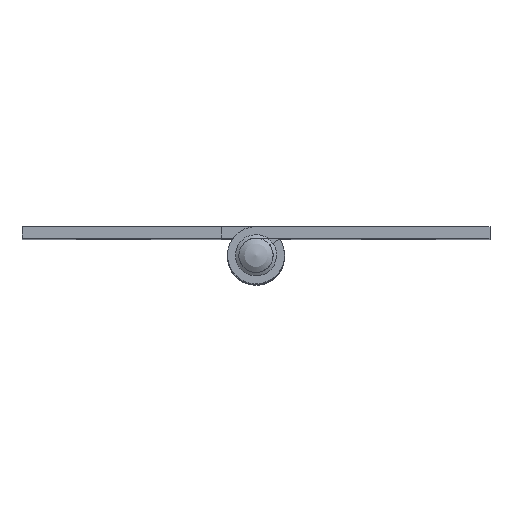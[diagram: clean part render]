
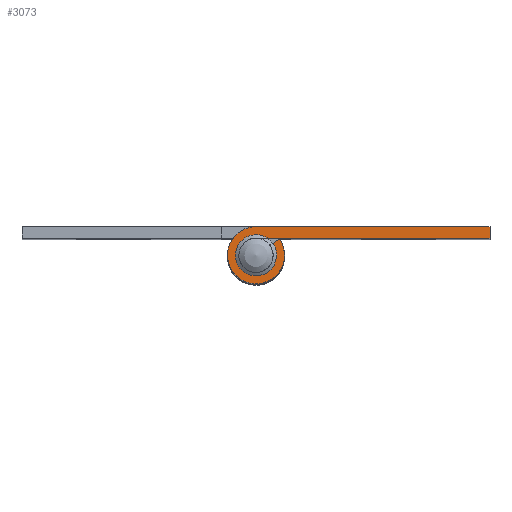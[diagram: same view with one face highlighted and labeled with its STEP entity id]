
A CAD part, top view. The second image highlights one B-rep face of the part: STEP entity #3073.
In plain terms, the highlighted free-form (B-spline) face has degree [1, 1] with [2, 2] control points.
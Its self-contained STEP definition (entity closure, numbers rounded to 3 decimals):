
#2368=CARTESIAN_POINT('',(2.037,1.45,76.0));
#2369=VERTEX_POINT('',#2368);
#2384=CARTESIAN_POINT('',(1.222,0.87,76.0));
#2385=VERTEX_POINT('',#2384);
#2391=CARTESIAN_POINT('',(1.222,0.87,76.0));
#2392=CARTESIAN_POINT('',(2.037,1.45,76.0));
#2393=QUASI_UNIFORM_CURVE('',1,(#2391,#2392),.UNSPECIFIED.,.F.,.U.);
#2394=EDGE_CURVE('',#2385,#2369,#2393,.T.);
#2486=CARTESIAN_POINT('',(-0.002,1.5,76.0));
#2487=VERTEX_POINT('',#2486);
#2493=CARTESIAN_POINT('',(1.222,0.87,76.0));
#2494=CARTESIAN_POINT('',(1.331,0.717,76.0));
#2495=CARTESIAN_POINT('',(1.459,0.438,76.));
#2496=CARTESIAN_POINT('',(1.509,0.054,76.));
#2497=CARTESIAN_POINT('',(1.487,-0.269,76.));
#2498=CARTESIAN_POINT('',(1.389,-0.612,76.));
#2499=CARTESIAN_POINT('',(1.209,-0.909,76.));
#2500=CARTESIAN_POINT('',(0.97,-1.157,76.));
#2501=CARTESIAN_POINT('',(0.686,-1.355,76.));
#2502=CARTESIAN_POINT('',(0.338,-1.476,76.));
#2503=CARTESIAN_POINT('',(-0.057,-1.515,76.0));
#2504=CARTESIAN_POINT('',(-0.422,-1.459,76.));
#2505=CARTESIAN_POINT('',(-0.785,-1.295,76.));
#2506=CARTESIAN_POINT('',(-1.107,-1.043,76.));
#2507=CARTESIAN_POINT('',(-1.364,-0.682,76.));
#2508=CARTESIAN_POINT('',(-1.499,-0.25,76.));
#2509=CARTESIAN_POINT('',(-1.51,0.202,76.));
#2510=CARTESIAN_POINT('',(-1.376,0.668,76.));
#2511=CARTESIAN_POINT('',(-1.123,1.021,76.));
#2512=CARTESIAN_POINT('',(-0.841,1.253,76.));
#2513=CARTESIAN_POINT('',(-0.501,1.439,76.));
#2514=CARTESIAN_POINT('',(-0.2,1.5,76.));
#2515=CARTESIAN_POINT('',(-0.002,1.5,76.0));
#2516=B_SPLINE_CURVE_WITH_KNOTS('',3,(#2493,#2494,#2495,#2496,#2497,#2498,#2499,#2500,#2501,#2502,#2503,#2504,#2505,#2506,#2507,#2508,#2509,#2510,#2511,#2512,#2513,#2514,#2515),.UNSPECIFIED.,.F.,.U.,(4,1,1,1,1,1,1,1,1,1,1,1,1,1,1,1,1,1,1,1,4),(0.,0.562,0.906,1.156,1.53,1.968,2.186,2.561,2.998,3.279,3.748,4.091,4.466,4.966,5.403,5.809,6.309,6.84,7.089,7.402,7.995),.UNSPECIFIED.);
#2517=EDGE_CURVE('',#2385,#2487,#2516,.T.);
#2658=CARTESIAN_POINT('',(20.5,1.5,76.0));
#2659=VERTEX_POINT('',#2658);
#2665=CARTESIAN_POINT('',(20.5,1.5,76.0));
#2666=CARTESIAN_POINT('',(-0.002,1.5,76.0));
#2667=QUASI_UNIFORM_CURVE('',1,(#2665,#2666),.UNSPECIFIED.,.F.,.U.);
#2668=EDGE_CURVE('',#2659,#2487,#2667,.T.);
#3019=CARTESIAN_POINT('',(-3.649,-2.75,76.0));
#3020=CARTESIAN_POINT('',(21.649,-2.75,76.0));
#3021=CARTESIAN_POINT('',(-3.649,2.75,76.0));
#3022=CARTESIAN_POINT('',(21.649,2.75,76.0));
#3023=B_SPLINE_SURFACE_WITH_KNOTS('',1,1,((#3019,#3021),(#3020,#3022)),.UNSPECIFIED.,.F.,.F.,.U.,(2,2),(2,2),(0.0,25.298),(0.0,5.499),.UNSPECIFIED.);
#3024=CARTESIAN_POINT('',(0.002,2.5,76.0));
#3025=VERTEX_POINT('',#3024);
#3026=CARTESIAN_POINT('',(20.5,2.5,76.0));
#3027=VERTEX_POINT('',#3026);
#3028=CARTESIAN_POINT('',(0.002,2.5,76.0));
#3029=CARTESIAN_POINT('',(20.5,2.5,76.0));
#3030=QUASI_UNIFORM_CURVE('',1,(#3028,#3029),.UNSPECIFIED.,.F.,.U.);
#3031=EDGE_CURVE('',#3025,#3027,#3030,.T.);
#3032=ORIENTED_EDGE('',*,*,#3031,.F.);
#3033=CARTESIAN_POINT('',(2.037,1.45,76.0));
#3034=CARTESIAN_POINT('',(2.147,1.294,76.));
#3035=CARTESIAN_POINT('',(2.316,0.989,76.));
#3036=CARTESIAN_POINT('',(2.463,0.505,76.));
#3037=CARTESIAN_POINT('',(2.524,-0.05,76.));
#3038=CARTESIAN_POINT('',(2.439,-0.693,76.));
#3039=CARTESIAN_POINT('',(2.173,-1.285,76.));
#3040=CARTESIAN_POINT('',(1.862,-1.684,76.));
#3041=CARTESIAN_POINT('',(1.557,-1.969,76.));
#3042=CARTESIAN_POINT('',(1.153,-2.243,76.));
#3043=CARTESIAN_POINT('',(0.565,-2.469,76.));
#3044=CARTESIAN_POINT('',(-0.099,-2.527,76.));
#3045=CARTESIAN_POINT('',(-0.667,-2.426,76.));
#3046=CARTESIAN_POINT('',(-1.089,-2.262,76.));
#3047=CARTESIAN_POINT('',(-1.435,-2.06,76.));
#3048=CARTESIAN_POINT('',(-1.826,-1.74,76.));
#3049=CARTESIAN_POINT('',(-2.169,-1.296,76.));
#3050=CARTESIAN_POINT('',(-2.417,-0.719,76.));
#3051=CARTESIAN_POINT('',(-2.529,-0.099,76.));
#3052=CARTESIAN_POINT('',(-2.47,0.53,76.));
#3053=CARTESIAN_POINT('',(-2.271,1.088,76.));
#3054=CARTESIAN_POINT('',(-2.015,1.505,76.));
#3055=CARTESIAN_POINT('',(-1.64,1.917,76.));
#3056=CARTESIAN_POINT('',(-1.149,2.255,76.));
#3057=CARTESIAN_POINT('',(-0.553,2.461,76.));
#3058=CARTESIAN_POINT('',(-0.171,2.5,76.));
#3059=CARTESIAN_POINT('',(0.002,2.5,76.0));
#3060=B_SPLINE_CURVE_WITH_KNOTS('',3,(#3033,#3034,#3035,#3036,#3037,#3038,#3039,#3040,#3041,#3042,#3043,#3044,#3045,#3046,#3047,#3048,#3049,#3050,#3051,#3052,#3053,#3054,#3055,#3056,#3057,#3058,#3059),.UNSPECIFIED.,.F.,.U.,(4,1,1,1,1,1,1,1,1,1,1,1,1,1,1,1,1,1,1,1,1,1,1,1,4),(0.,0.573,1.041,1.51,2.239,2.968,3.437,3.749,4.218,4.895,5.624,6.197,6.613,6.978,7.394,8.123,8.644,9.269,9.998,10.518,11.039,11.456,12.185,12.81,13.33),.UNSPECIFIED.);
#3061=EDGE_CURVE('',#2369,#3025,#3060,.T.);
#3062=ORIENTED_EDGE('',*,*,#3061,.F.);
#3063=ORIENTED_EDGE('',*,*,#2394,.F.);
#3064=ORIENTED_EDGE('',*,*,#2517,.T.);
#3065=ORIENTED_EDGE('',*,*,#2668,.F.);
#3066=CARTESIAN_POINT('',(20.5,2.5,76.0));
#3067=CARTESIAN_POINT('',(20.5,1.5,76.0));
#3068=QUASI_UNIFORM_CURVE('',1,(#3066,#3067),.UNSPECIFIED.,.F.,.U.);
#3069=EDGE_CURVE('',#3027,#2659,#3068,.T.);
#3070=ORIENTED_EDGE('',*,*,#3069,.F.);
#3071=EDGE_LOOP('',(#3032,#3062,#3063,#3064,#3065,#3070));
#3072=FACE_OUTER_BOUND('',#3071,.T.);
#3073=ADVANCED_FACE('',(#3072),#3023,.T.);
